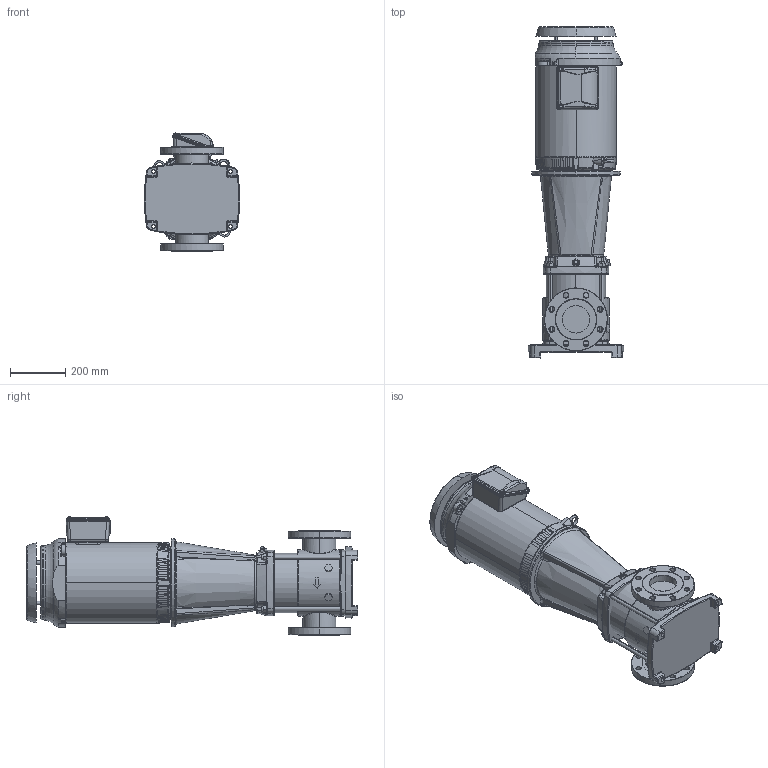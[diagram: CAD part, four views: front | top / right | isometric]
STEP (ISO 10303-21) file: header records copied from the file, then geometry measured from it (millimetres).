
FILE_DESCRIPTION (( 'STEP AP203' ), '1' );
FILE_NAME ('3303145 - MVI-450-1-15 HP-254TC-304-E-230_460~3.step', '2022-03-30T20:13:07', ( '' ), ( '' ), 'SwSTEP 2.0', 'SolidWorks 2021', '' );
FILE_SCHEMA (( 'CONFIG_CONTROL_DESIGN' ));
Length unit declared in the file: inch
Products named in the file (5): 3303145 - MVI-450-1-15 HP-254TC-304-E-230_460~3; MVI PEO - [304-EPDM]_3304145 - MVI-450-1-15 HP-254TC-304-E-S; SBI(N)90-1; TEFC MOTOR_2700100 - NEMA V2 15 HP 254_6TC 208-230_460~3 TEFC; 2700100 - NEMA V2 15 HP 254_6TC 208-230_460~3 TEFC
Assembly tree (4 placements, depth 3):
  3303145 - MVI-450-1-15 HP-254TC-304-E-230_460~3
    MVI PEO - [304-EPDM]_3304145 - MVI-450-1-15 HP-254TC-304-E-S
      SBI(N)90-1
    TEFC MOTOR_2700100 - NEMA V2 15 HP 254_6TC 208-230_460~3 TEFC
      2700100 - NEMA V2 15 HP 254_6TC 208-230_460~3 TEFC
Bounding box: 347.23 x 1206.8 x 429.99 mm (x, y, z)
Volume: 69646057 mm3; surface area: 2365133.2 mm2
Topology: 8 solids, 37 shells, 5764 faces, 15166 edges, 9946 vertices
Faces by surface type: plane 2844, cylinder 2156, bspline 365, cone 281, torus 115, sphere 3
Entity records: 215432 total; most frequent: CARTESIAN_POINT 72648, ORIENTED_EDGE 30250, DIRECTION 29251, EDGE_CURVE 15125, AXIS2_PLACEMENT_3D 10388, VERTEX_POINT 9946, LINE 8475, VECTOR 8475
